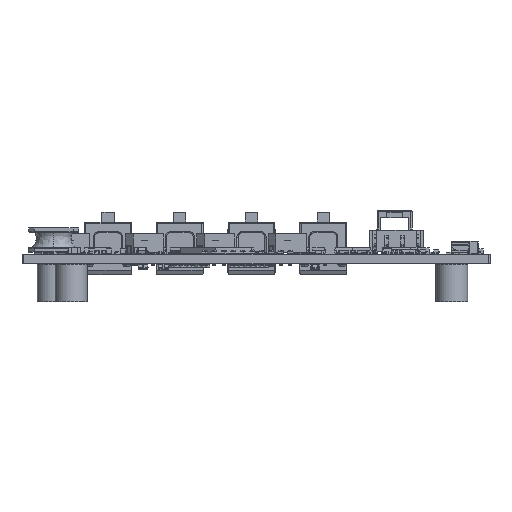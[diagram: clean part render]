
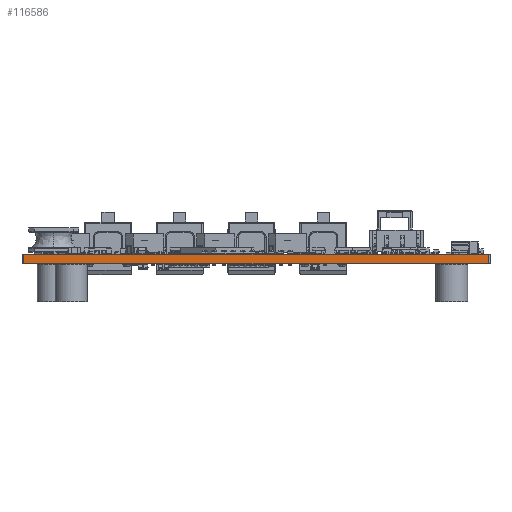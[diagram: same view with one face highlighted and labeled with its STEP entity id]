
A CAD part, front view. The second image highlights one B-rep face of the part: STEP entity #116586.
In plain terms, the highlighted planar face has unit normal (0, -1, 0).
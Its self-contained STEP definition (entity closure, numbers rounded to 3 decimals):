
#116015 = VERTEX_POINT('',#116016);
#116016 = CARTESIAN_POINT('',(115.748,-99.162,0.));
#116023 = EDGE_CURVE('',#116024,#116015,#116026,.T.);
#116024 = VERTEX_POINT('',#116025);
#116025 = CARTESIAN_POINT('',(190.246,-99.162,0.));
#116026 = LINE('',#116027,#116028);
#116027 = CARTESIAN_POINT('',(190.246,-99.162,0.));
#116028 = VECTOR('',#116029,1.);
#116029 = DIRECTION('',(-1.,0.,0.));
#116287 = VERTEX_POINT('',#116288);
#116288 = CARTESIAN_POINT('',(115.748,-99.162,1.51));
#116295 = EDGE_CURVE('',#116296,#116287,#116298,.T.);
#116296 = VERTEX_POINT('',#116297);
#116297 = CARTESIAN_POINT('',(190.246,-99.162,1.51));
#116298 = LINE('',#116299,#116300);
#116299 = CARTESIAN_POINT('',(190.246,-99.162,1.51));
#116300 = VECTOR('',#116301,1.);
#116301 = DIRECTION('',(-1.,0.,0.));
#116558 = EDGE_CURVE('',#116024,#116296,#116559,.T.);
#116559 = LINE('',#116560,#116561);
#116560 = CARTESIAN_POINT('',(190.246,-99.162,0.));
#116561 = VECTOR('',#116562,1.);
#116562 = DIRECTION('',(0.,0.,1.));
#116586 = ADVANCED_FACE('',(#116587),#116598,.T.);
#116587 = FACE_BOUND('',#116588,.T.);
#116588 = EDGE_LOOP('',(#116589,#116590,#116591,#116597));
#116589 = ORIENTED_EDGE('',*,*,#116558,.T.);
#116590 = ORIENTED_EDGE('',*,*,#116295,.T.);
#116591 = ORIENTED_EDGE('',*,*,#116592,.F.);
#116592 = EDGE_CURVE('',#116015,#116287,#116593,.T.);
#116593 = LINE('',#116594,#116595);
#116594 = CARTESIAN_POINT('',(115.748,-99.162,0.));
#116595 = VECTOR('',#116596,1.);
#116596 = DIRECTION('',(0.,0.,1.));
#116597 = ORIENTED_EDGE('',*,*,#116023,.F.);
#116598 = PLANE('',#116599);
#116599 = AXIS2_PLACEMENT_3D('',#116600,#116601,#116602);
#116600 = CARTESIAN_POINT('',(190.246,-99.162,0.));
#116601 = DIRECTION('',(0.,-1.,0.));
#116602 = DIRECTION('',(-1.,0.,0.));
